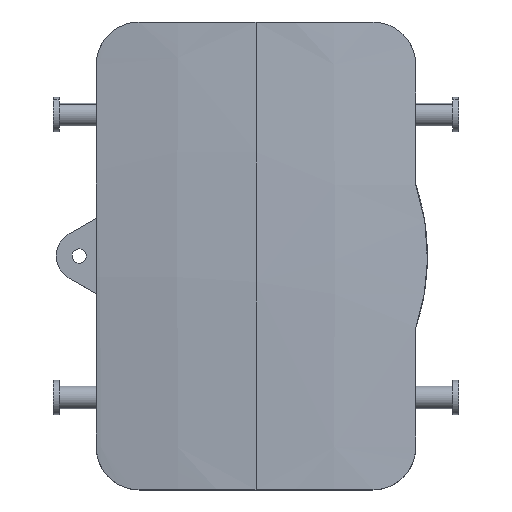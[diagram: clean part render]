
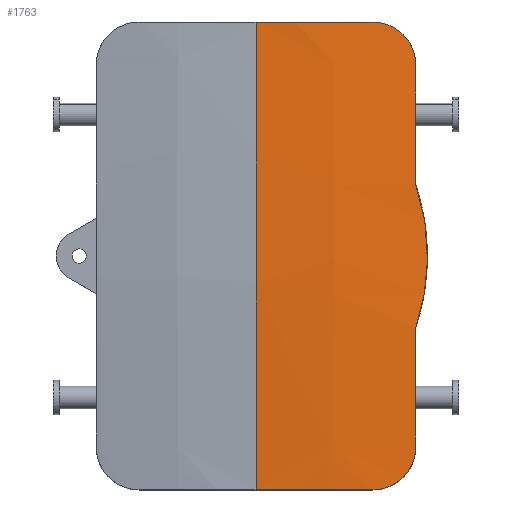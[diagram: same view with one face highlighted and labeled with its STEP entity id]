
A CAD part, top view. The second image highlights one B-rep face of the part: STEP entity #1763.
In plain terms, the highlighted face is a revolution surface.
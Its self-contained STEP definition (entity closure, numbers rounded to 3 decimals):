
#580=AXIS2_PLACEMENT_3D('Circle Axis2P3D',#578,#579,$) ;
#790=AXIS2_PLACEMENT_3D('Circle Axis2P3D',#788,#789,$) ;
#575=CARTESIAN_POINT('Vertex',(35.5,82.,23.066)) ;
#578=CARTESIAN_POINT('Axis2P3D Location',(35.5,82.,-126.)) ;
#582=CARTESIAN_POINT('Vertex',(56.,82.,21.649)) ;
#604=CARTESIAN_POINT('Control Point',(63.5,74.5,20.729)) ;
#605=CARTESIAN_POINT('Control Point',(63.5,76.867,20.639)) ;
#606=CARTESIAN_POINT('Control Point',(62.568,79.246,20.719)) ;
#607=CARTESIAN_POINT('Control Point',(60.681,81.09,20.995)) ;
#608=CARTESIAN_POINT('Control Point',(58.344,82.,21.324)) ;
#609=CARTESIAN_POINT('Control Point',(56.,82.,21.649)) ;
#610=CARTESIAN_POINT('Vertex',(63.5,74.5,20.729)) ;
#631=CARTESIAN_POINT('Control Point',(63.5,74.5,20.729)) ;
#632=CARTESIAN_POINT('Control Point',(63.5,70.302,20.888)) ;
#633=CARTESIAN_POINT('Control Point',(63.5,66.102,21.022)) ;
#634=CARTESIAN_POINT('Control Point',(63.5,61.902,21.131)) ;
#635=CARTESIAN_POINT('Control Point',(63.5,57.701,21.216)) ;
#636=CARTESIAN_POINT('Control Point',(63.5,53.5,21.275)) ;
#637=CARTESIAN_POINT('Vertex',(63.5,53.5,21.275)) ;
#712=CARTESIAN_POINT('Vertex',(63.5,7.5,20.729)) ;
#719=CARTESIAN_POINT('Vertex',(63.5,28.5,21.275)) ;
#723=CARTESIAN_POINT('Control Point',(63.5,7.5,20.729)) ;
#724=CARTESIAN_POINT('Control Point',(63.5,11.698,20.888)) ;
#725=CARTESIAN_POINT('Control Point',(63.5,15.898,21.022)) ;
#726=CARTESIAN_POINT('Control Point',(63.5,20.098,21.131)) ;
#727=CARTESIAN_POINT('Control Point',(63.5,24.299,21.216)) ;
#728=CARTESIAN_POINT('Control Point',(63.5,28.5,21.275)) ;
#762=CARTESIAN_POINT('Control Point',(63.5,7.5,20.729)) ;
#763=CARTESIAN_POINT('Control Point',(63.5,5.133,20.639)) ;
#764=CARTESIAN_POINT('Control Point',(62.568,2.754,20.719)) ;
#765=CARTESIAN_POINT('Control Point',(60.681,0.91,20.995)) ;
#766=CARTESIAN_POINT('Control Point',(58.344,0.,21.324)) ;
#767=CARTESIAN_POINT('Control Point',(56.,0.,21.649)) ;
#768=CARTESIAN_POINT('Vertex',(56.,0.,21.649)) ;
#788=CARTESIAN_POINT('Axis2P3D Location',(35.5,0.,-126.)) ;
#792=CARTESIAN_POINT('Vertex',(35.5,0.,23.066)) ;
#1723=CARTESIAN_POINT('Control Point',(35.5,0.,23.066)) ;
#1724=CARTESIAN_POINT('Control Point',(35.5,27.314,24.311)) ;
#1725=CARTESIAN_POINT('Control Point',(35.5,54.686,24.311)) ;
#1726=CARTESIAN_POINT('Control Point',(35.5,82.,23.066)) ;
#1738=CARTESIAN_POINT('Control Point',(35.5,-0.021,23.065)) ;
#1739=CARTESIAN_POINT('Control Point',(35.5,27.307,24.312)) ;
#1740=CARTESIAN_POINT('Control Point',(35.5,54.693,24.312)) ;
#1741=CARTESIAN_POINT('Control Point',(35.5,82.021,23.065)) ;
#1742=CARTESIAN_POINT('Axis1P Location',(35.5,41.,-126.)) ;
#1747=CARTESIAN_POINT('Control Point',(63.5,53.5,21.275)) ;
#1748=CARTESIAN_POINT('Control Point',(65.538,47.477,20.973)) ;
#1749=CARTESIAN_POINT('Control Point',(66.269,41.,20.831)) ;
#1750=CARTESIAN_POINT('Control Point',(65.538,34.523,20.973)) ;
#1751=CARTESIAN_POINT('Control Point',(63.5,28.5,21.275)) ;
#579=DIRECTION('Axis2P3D Direction',(0.,-1.,-0.)) ;
#789=DIRECTION('Axis2P3D Direction',(0.,-1.,-0.)) ;
#1743=DIRECTION('Axis1P Direction',(0.,-1.,0.)) ;
#1744=AXIS1_PLACEMENT('Revolution Surface Axis1P',#1742,#1743) ;
#1754=ORIENTED_EDGE('',*,*,#1727,.F.) ;
#1755=ORIENTED_EDGE('',*,*,#794,.F.) ;
#1756=ORIENTED_EDGE('',*,*,#770,.F.) ;
#1757=ORIENTED_EDGE('',*,*,#729,.T.) ;
#1758=ORIENTED_EDGE('',*,*,#1752,.F.) ;
#1759=ORIENTED_EDGE('',*,*,#639,.F.) ;
#1760=ORIENTED_EDGE('',*,*,#612,.F.) ;
#1761=ORIENTED_EDGE('',*,*,#584,.T.) ;
#1763=ADVANCED_FACE('Cover',(#1762),#1745,.F.) ;
#603=B_SPLINE_CURVE_WITH_KNOTS('',5,(#604,#605,#606,#607,#608,#609),.UNSPECIFIED.,.F.,.U.,(6,6),(0.,17.2),.UNSPECIFIED.) ;
#630=B_SPLINE_CURVE_WITH_KNOTS('',5,(#631,#632,#633,#634,#635,#636),.UNSPECIFIED.,.F.,.U.,(6,6),(0.,29.709),.UNSPECIFIED.) ;
#722=B_SPLINE_CURVE_WITH_KNOTS('',5,(#723,#724,#725,#726,#727,#728),.UNSPECIFIED.,.F.,.U.,(6,6),(0.,29.709),.UNSPECIFIED.) ;
#761=B_SPLINE_CURVE_WITH_KNOTS('',5,(#762,#763,#764,#765,#766,#767),.UNSPECIFIED.,.F.,.U.,(6,6),(0.,17.2),.UNSPECIFIED.) ;
#1722=B_SPLINE_CURVE_WITH_KNOTS('',3,(#1723,#1724,#1725,#1726),.UNSPECIFIED.,.F.,.U.,(4,4),(1372.703,1454.759),.UNSPECIFIED.) ;
#1737=B_SPLINE_CURVE_WITH_KNOTS('',3,(#1738,#1739,#1740,#1741),.UNSPECIFIED.,.F.,.U.,(4,4),(1372.681,1454.781),.UNSPECIFIED.) ;
#1746=B_SPLINE_CURVE_WITH_KNOTS('',4,(#1747,#1748,#1749,#1750,#1751),.UNSPECIFIED.,.F.,.U.,(5,5),(0.,36.231),.UNSPECIFIED.) ;
#581=CIRCLE('generated circle',#580,149.066) ;
#791=CIRCLE('generated circle',#790,149.066) ;
#584=EDGE_CURVE('',#583,#576,#581,.T.) ;
#612=EDGE_CURVE('',#583,#611,#603,.F.) ;
#639=EDGE_CURVE('',#611,#638,#630,.T.) ;
#729=EDGE_CURVE('',#713,#720,#722,.T.) ;
#770=EDGE_CURVE('',#713,#769,#761,.T.) ;
#794=EDGE_CURVE('',#769,#793,#791,.T.) ;
#1727=EDGE_CURVE('',#793,#576,#1722,.T.) ;
#1752=EDGE_CURVE('',#638,#720,#1746,.T.) ;
#1753=EDGE_LOOP('',(#1754,#1755,#1756,#1757,#1758,#1759,#1760,#1761)) ;
#1762=FACE_OUTER_BOUND('',#1753,.T.) ;
#1745=SURFACE_OF_REVOLUTION('Surface of Revolution',#1737,#1744) ;
#576=VERTEX_POINT('',#575) ;
#583=VERTEX_POINT('',#582) ;
#611=VERTEX_POINT('',#610) ;
#638=VERTEX_POINT('',#637) ;
#713=VERTEX_POINT('',#712) ;
#720=VERTEX_POINT('',#719) ;
#769=VERTEX_POINT('',#768) ;
#793=VERTEX_POINT('',#792) ;
